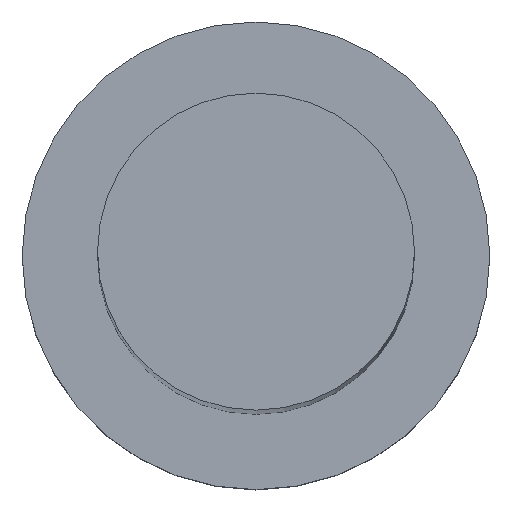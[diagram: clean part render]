
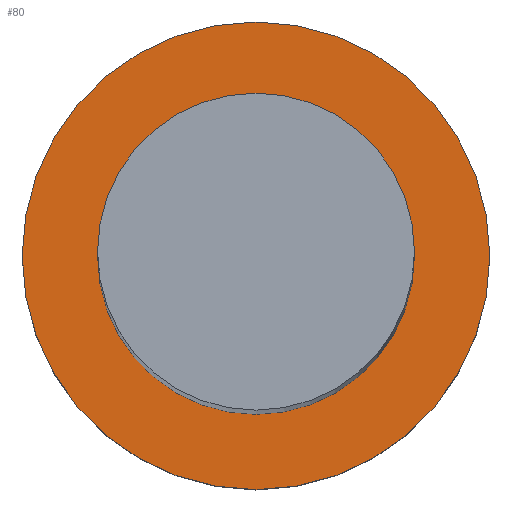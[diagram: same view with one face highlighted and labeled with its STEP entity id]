
A CAD part, top view. The second image highlights one B-rep face of the part: STEP entity #80.
In plain terms, the highlighted planar face has unit normal (0, 0, 1).
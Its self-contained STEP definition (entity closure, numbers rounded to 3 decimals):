
#19 = DIRECTION ( 'NONE',  ( 0., 0., 1. ) ) ;
#21 = DIRECTION ( 'NONE',  ( 1., 0., 0. ) ) ;
#30 = DIRECTION ( 'NONE',  ( 1., 0., 0. ) ) ;
#34 = CIRCLE ( 'NONE', #171, 6.1 ) ;
#35 = EDGE_CURVE ( 'NONE', #233, #230, #47, .T. ) ;
#46 = CARTESIAN_POINT ( 'NONE',  ( -6.1, 0., 7. ) ) ;
#47 = CIRCLE ( 'NONE', #226, 9. ) ;
#57 = AXIS2_PLACEMENT_3D ( 'NONE', #123, #253, #21 ) ;
#59 = DIRECTION ( 'NONE',  ( 1., 0., 0. ) ) ;
#79 = DIRECTION ( 'NONE',  ( 1., 0., 0. ) ) ;
#80 = ADVANCED_FACE ( 'NONE', ( #142, #238 ), #199, .T. ) ;
#85 = DIRECTION ( 'NONE',  ( 0., 0., 1. ) ) ;
#92 = EDGE_CURVE ( 'NONE', #160, #248, #151, .T. ) ;
#98 = ORIENTED_EDGE ( 'NONE', *, *, #168, .F. ) ;
#100 = CIRCLE ( 'NONE', #209, 9. ) ;
#117 = EDGE_LOOP ( 'NONE', ( #98, #216 ) ) ;
#123 = CARTESIAN_POINT ( 'NONE',  ( 0., 0., 7. ) ) ;
#128 = CARTESIAN_POINT ( 'NONE',  ( -9., 0., 7. ) ) ;
#130 = DIRECTION ( 'NONE',  ( 1., 0., 0. ) ) ;
#134 = ORIENTED_EDGE ( 'NONE', *, *, #156, .T. ) ;
#142 = FACE_BOUND ( 'NONE', #117, .T. ) ;
#150 = DIRECTION ( 'NONE',  ( 0., 0., 1. ) ) ;
#151 = CIRCLE ( 'NONE', #57, 6.1 ) ;
#156 = EDGE_CURVE ( 'NONE', #230, #233, #100, .T. ) ;
#160 = VERTEX_POINT ( 'NONE', #167 ) ;
#167 = CARTESIAN_POINT ( 'NONE',  ( 6.1, 0., 7. ) ) ;
#168 = EDGE_CURVE ( 'NONE', #248, #160, #34, .T. ) ;
#171 = AXIS2_PLACEMENT_3D ( 'NONE', #205, #150, #30 ) ;
#199 = PLANE ( 'NONE',  #218 ) ;
#200 = CARTESIAN_POINT ( 'NONE',  ( 0., 0., 7. ) ) ;
#204 = DIRECTION ( 'NONE',  ( 0., 0., 1. ) ) ;
#205 = CARTESIAN_POINT ( 'NONE',  ( 0., 0., 7. ) ) ;
#209 = AXIS2_PLACEMENT_3D ( 'NONE', #200, #204, #130 ) ;
#216 = ORIENTED_EDGE ( 'NONE', *, *, #92, .F. ) ;
#218 = AXIS2_PLACEMENT_3D ( 'NONE', #222, #85, #59 ) ;
#222 = CARTESIAN_POINT ( 'NONE',  ( 0., 0., 7. ) ) ;
#226 = AXIS2_PLACEMENT_3D ( 'NONE', #237, #19, #79 ) ;
#229 = ORIENTED_EDGE ( 'NONE', *, *, #35, .T. ) ;
#230 = VERTEX_POINT ( 'NONE', #246 ) ;
#233 = VERTEX_POINT ( 'NONE', #128 ) ;
#237 = CARTESIAN_POINT ( 'NONE',  ( 0., 0., 7. ) ) ;
#238 = FACE_OUTER_BOUND ( 'NONE', #251, .T. ) ;
#246 = CARTESIAN_POINT ( 'NONE',  ( 9., 0., 7. ) ) ;
#248 = VERTEX_POINT ( 'NONE', #46 ) ;
#251 = EDGE_LOOP ( 'NONE', ( #229, #134 ) ) ;
#253 = DIRECTION ( 'NONE',  ( 0., 0., 1. ) ) ;
